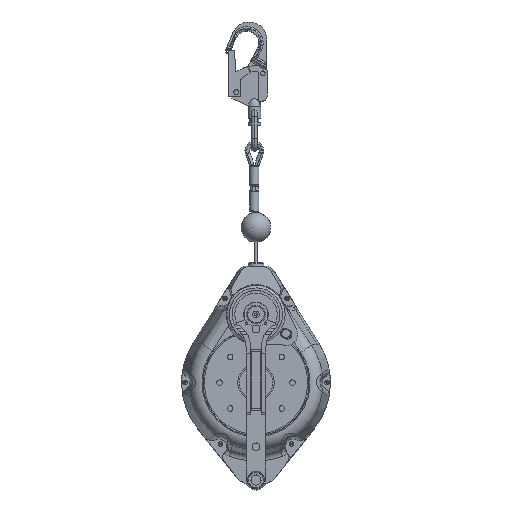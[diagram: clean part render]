
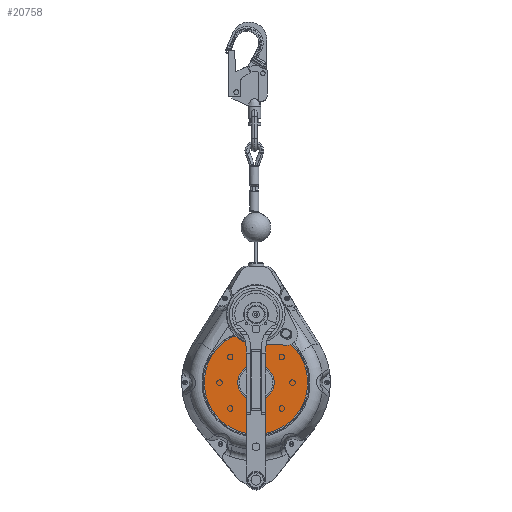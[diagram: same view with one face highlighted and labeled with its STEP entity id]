
A CAD part, front view. The second image highlights one B-rep face of the part: STEP entity #20758.
In plain terms, the highlighted planar face has unit normal (0, -1, 0).
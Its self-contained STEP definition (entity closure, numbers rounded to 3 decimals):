
#547=FACE_BOUND('',#7083,.T.);
#3309=PLANE('',#22703);
#4490=CIRCLE('',#22698,27.5);
#4492=CIRCLE('',#22701,78.);
#5798=FACE_OUTER_BOUND('',#7082,.T.);
#7082=EDGE_LOOP('',(#17505));
#7083=EDGE_LOOP('',(#17506));
#9398=VERTEX_POINT('',#44108);
#9400=VERTEX_POINT('',#44114);
#12155=EDGE_CURVE('',#9398,#9398,#4490,.T.);
#12158=EDGE_CURVE('',#9400,#9400,#4492,.T.);
#17505=ORIENTED_EDGE('',*,*,#12158,.T.);
#17506=ORIENTED_EDGE('',*,*,#12155,.T.);
#20758=ADVANCED_FACE('',(#5798,#547),#3309,.T.);
#22698=AXIS2_PLACEMENT_3D('',#44109,#27347,#27348);
#22701=AXIS2_PLACEMENT_3D('',#44115,#27354,#27355);
#22703=AXIS2_PLACEMENT_3D('',#44119,#27359,#27360);
#27347=DIRECTION('center_axis',(0.,1.,0.));
#27348=DIRECTION('ref_axis',(1.,0.,0.));
#27354=DIRECTION('center_axis',(0.,-1.,0.));
#27355=DIRECTION('ref_axis',(-1.,0.,0.));
#27359=DIRECTION('center_axis',(0.,-1.,0.));
#27360=DIRECTION('ref_axis',(-1.,0.,0.));
#44108=CARTESIAN_POINT('',(-27.5,-56.3,0.));
#44109=CARTESIAN_POINT('Origin',(0.,-56.3,0.));
#44114=CARTESIAN_POINT('',(78.,-56.3,0.));
#44115=CARTESIAN_POINT('Origin',(0.,-56.3,0.));
#44119=CARTESIAN_POINT('Origin',(0.,-56.3,0.));
